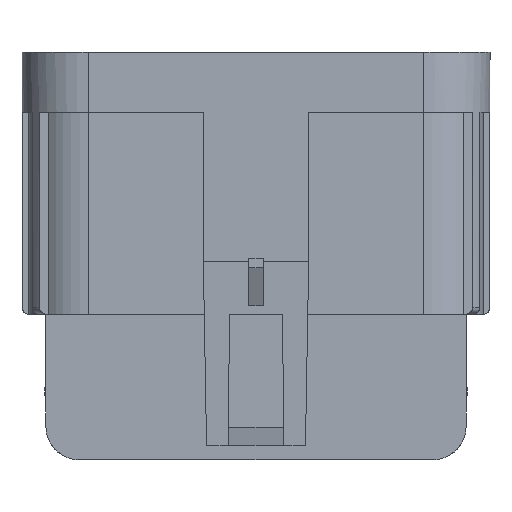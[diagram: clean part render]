
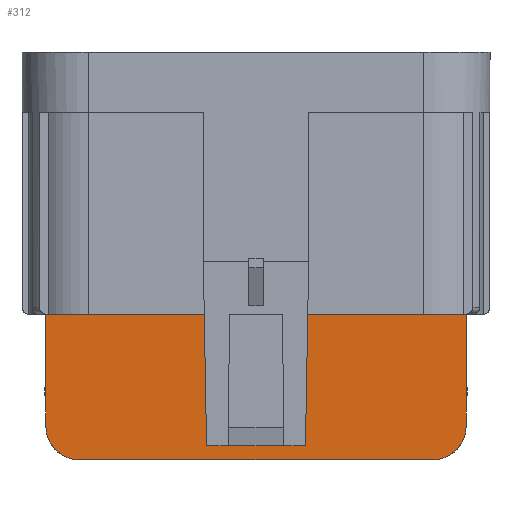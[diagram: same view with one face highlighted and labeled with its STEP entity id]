
A CAD part, front view. The second image highlights one B-rep face of the part: STEP entity #312.
In plain terms, the highlighted planar face has unit normal (0, -1, 0).
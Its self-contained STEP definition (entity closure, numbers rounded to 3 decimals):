
#205=CIRCLE('',#5928,3.6);
#206=CIRCLE('',#5929,3.6);
#312=ADVANCED_FACE('',(#894),#642,.F.);
#642=PLANE('',#5930);
#894=FACE_OUTER_BOUND('',#1223,.T.);
#1223=EDGE_LOOP('',(#1720,#1721,#1722,#1723,#1724,#1725,#1726,#1727,#1728,
#1729,#1730,#1731,#1732,#1733));
#1720=ORIENTED_EDGE('',*,*,#3869,.F.);
#1721=ORIENTED_EDGE('',*,*,#3871,.T.);
#1722=ORIENTED_EDGE('',*,*,#3872,.T.);
#1723=ORIENTED_EDGE('',*,*,#3812,.T.);
#1724=ORIENTED_EDGE('',*,*,#3873,.T.);
#1725=ORIENTED_EDGE('',*,*,#3874,.F.);
#1726=ORIENTED_EDGE('',*,*,#3875,.F.);
#1727=ORIENTED_EDGE('',*,*,#3876,.F.);
#1728=ORIENTED_EDGE('',*,*,#3877,.T.);
#1729=ORIENTED_EDGE('',*,*,#3878,.T.);
#1730=ORIENTED_EDGE('',*,*,#3879,.F.);
#1731=ORIENTED_EDGE('',*,*,#3789,.F.);
#1732=ORIENTED_EDGE('',*,*,#3880,.F.);
#1733=ORIENTED_EDGE('',*,*,#3881,.F.);
#3265=VERTEX_POINT('',#8054);
#3266=VERTEX_POINT('',#8055);
#3287=VERTEX_POINT('',#8098);
#3288=VERTEX_POINT('',#8100);
#3336=VERTEX_POINT('',#8257);
#3337=VERTEX_POINT('',#8259);
#3338=VERTEX_POINT('',#8263);
#3339=VERTEX_POINT('',#8266);
#3340=VERTEX_POINT('',#8268);
#3341=VERTEX_POINT('',#8270);
#3342=VERTEX_POINT('',#8272);
#3343=VERTEX_POINT('',#8274);
#3344=VERTEX_POINT('',#8276);
#3345=VERTEX_POINT('',#8279);
#3789=EDGE_CURVE('',#3265,#3266,#4606,.T.);
#3812=EDGE_CURVE('',#3288,#3287,#4613,.T.);
#3869=EDGE_CURVE('',#3336,#3337,#4654,.T.);
#3871=EDGE_CURVE('',#3336,#3338,#205,.T.);
#3872=EDGE_CURVE('',#3338,#3288,#4656,.T.);
#3873=EDGE_CURVE('',#3287,#3339,#4657,.T.);
#3874=EDGE_CURVE('',#3340,#3339,#4658,.T.);
#3875=EDGE_CURVE('',#3341,#3340,#4659,.T.);
#3876=EDGE_CURVE('',#3342,#3341,#4660,.T.);
#3877=EDGE_CURVE('',#3342,#3343,#4661,.T.);
#3878=EDGE_CURVE('',#3343,#3344,#4662,.T.);
#3879=EDGE_CURVE('',#3266,#3344,#4663,.T.);
#3880=EDGE_CURVE('',#3345,#3265,#4664,.T.);
#3881=EDGE_CURVE('',#3337,#3345,#206,.T.);
#4606=LINE('',#8053,#5271);
#4613=LINE('',#8099,#5278);
#4654=LINE('',#8258,#5319);
#4656=LINE('',#8264,#5321);
#4657=LINE('',#8265,#5322);
#4658=LINE('',#8267,#5323);
#4659=LINE('',#8269,#5324);
#4660=LINE('',#8271,#5325);
#4661=LINE('',#8273,#5326);
#4662=LINE('',#8275,#5327);
#4663=LINE('',#8277,#5328);
#4664=LINE('',#8278,#5329);
#5271=VECTOR('',#6439,1.);
#5278=VECTOR('',#6478,1.);
#5319=VECTOR('',#6545,1.);
#5321=VECTOR('',#6551,1.);
#5322=VECTOR('',#6552,1.);
#5323=VECTOR('',#6553,1.);
#5324=VECTOR('',#6554,1.);
#5325=VECTOR('',#6555,1.);
#5326=VECTOR('',#6556,1.);
#5327=VECTOR('',#6557,1.);
#5328=VECTOR('',#6558,1.);
#5329=VECTOR('',#6559,1.);
#5928=AXIS2_PLACEMENT_3D('',#8262,#6549,#6550);
#5929=AXIS2_PLACEMENT_3D('',#8280,#6560,#6561);
#5930=AXIS2_PLACEMENT_3D('',#8281,#6562,#6563);
#6439=DIRECTION('',(1.,0.,0.));
#6478=DIRECTION('',(-1.,0.,0.));
#6545=DIRECTION('',(-1.,0.,0.));
#6549=DIRECTION('',(0.,-1.,0.));
#6550=DIRECTION('',(0.,0.,1.));
#6551=DIRECTION('',(0.,0.,1.));
#6552=DIRECTION('',(-0.017,0.,-1.));
#6553=DIRECTION('',(1.,0.,0.));
#6554=DIRECTION('',(0.01,0.,-1.));
#6555=DIRECTION('',(1.,0.,0.));
#6556=DIRECTION('',(-0.01,0.,-1.));
#6557=DIRECTION('',(-1.,0.,0.));
#6558=DIRECTION('',(0.017,0.,-1.));
#6559=DIRECTION('',(0.,0.,1.));
#6560=DIRECTION('',(0.,1.,0.));
#6561=DIRECTION('',(0.,0.,1.));
#6562=DIRECTION('',(0.,1.,0.));
#6563=DIRECTION('',(0.,0.,-1.));
#8053=CARTESIAN_POINT('',(-10.494,-7.337,-19.3));
#8054=CARTESIAN_POINT('',(-22.366,-7.337,-19.3));
#8055=CARTESIAN_POINT('',(-5.506,-7.337,-19.3));
#8098=CARTESIAN_POINT('',(5.506,-7.337,-19.3));
#8099=CARTESIAN_POINT('',(10.494,-7.337,-19.3));
#8100=CARTESIAN_POINT('',(22.366,-7.337,-19.3));
#8257=CARTESIAN_POINT('',(18.766,-7.337,-34.8));
#8258=CARTESIAN_POINT('',(-10.494,-7.337,-34.8));
#8259=CARTESIAN_POINT('',(-18.766,-7.337,-34.8));
#8262=CARTESIAN_POINT('',(18.766,-7.337,-31.2));
#8263=CARTESIAN_POINT('',(22.366,-7.337,-31.2));
#8264=CARTESIAN_POINT('',(22.366,-7.337,-19.8));
#8265=CARTESIAN_POINT('',(5.262,-7.337,-33.3));
#8266=CARTESIAN_POINT('',(5.262,-7.337,-33.3));
#8267=CARTESIAN_POINT('',(-5.551,-7.337,-33.3));
#8268=CARTESIAN_POINT('',(3.982,-7.337,-33.3));
#8269=CARTESIAN_POINT('',(3.84,-7.337,-19.651));
#8270=CARTESIAN_POINT('',(3.982,-7.337,-33.266));
#8271=CARTESIAN_POINT('',(-0.027,-7.337,-33.266));
#8272=CARTESIAN_POINT('',(-3.982,-7.337,-33.266));
#8273=CARTESIAN_POINT('',(-3.899,-7.337,-25.3));
#8274=CARTESIAN_POINT('',(-3.982,-7.337,-33.3));
#8275=CARTESIAN_POINT('',(5.551,-7.337,-33.3));
#8276=CARTESIAN_POINT('',(-5.262,-7.337,-33.3));
#8277=CARTESIAN_POINT('',(-5.262,-7.337,-33.3));
#8278=CARTESIAN_POINT('',(-22.366,-7.337,-19.8));
#8279=CARTESIAN_POINT('',(-22.366,-7.337,-31.2));
#8280=CARTESIAN_POINT('',(-18.766,-7.337,-31.2));
#8281=CARTESIAN_POINT('',(-10.494,-7.337,-19.8));
